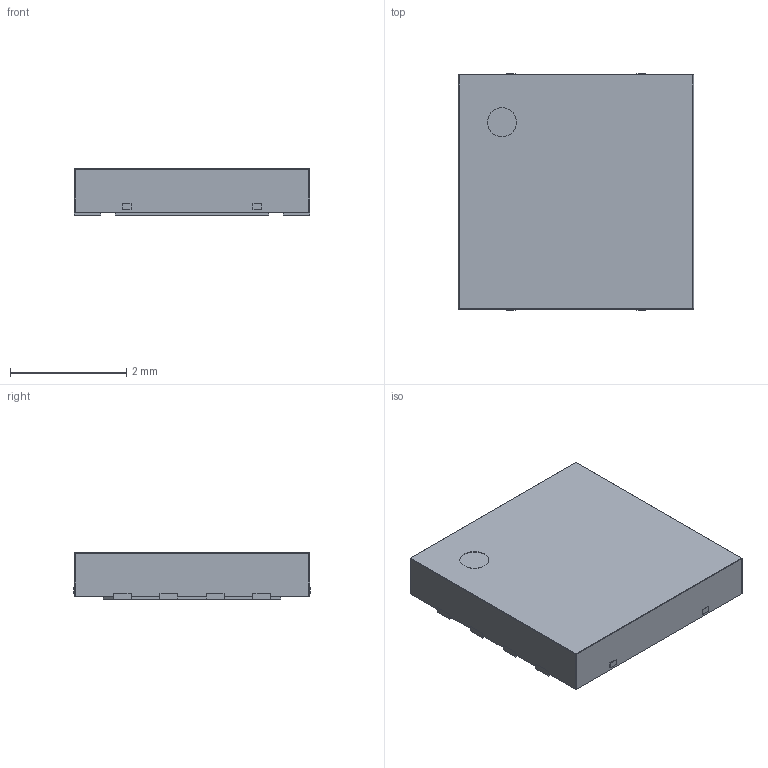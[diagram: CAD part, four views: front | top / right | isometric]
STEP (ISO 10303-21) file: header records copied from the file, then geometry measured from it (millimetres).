
FILE_DESCRIPTION(/* description */ (''),/* implementation_level */ '2;1');
FILE_NAME(/* name */ 'TI - WSON-8 - SDC08A.step',/* time_stamp */ '2019-11-26T21:10:25+00:00',/* author */ (''),/* organization */ (''),/* preprocessor_version */ 'ST-DEVELOPER v18',/* originating_system */ 'Autodesk Translation Framework v8.12.0.6',/* authorisation */ '');
FILE_SCHEMA (('AUTOMOTIVE_DESIGN { 1 0 10303 214 3 1 1 }'));
Length unit declared in the file: millimetre
Products named in the file (1): TI - WSON-8 - SDC08A
Bounding box: 4.05 x 4.07 x 0.8 mm (x, y, z)
Volume: 12.8 mm3; surface area: 46.1 mm2
Topology: 1 solids, 1 shells, 94 faces, 246 edges, 160 vertices
Faces by surface type: plane 81, cylinder 9, sphere 4
Full cylindrical faces by diameter (mm): 0.5 x1
Entity records: 2905 total; most frequent: CARTESIAN_POINT 501, ORIENTED_EDGE 492, DIRECTION 454, EDGE_CURVE 246, LINE 228, VECTOR 228, VERTEX_POINT 160, AXIS2_PLACEMENT_3D 113
